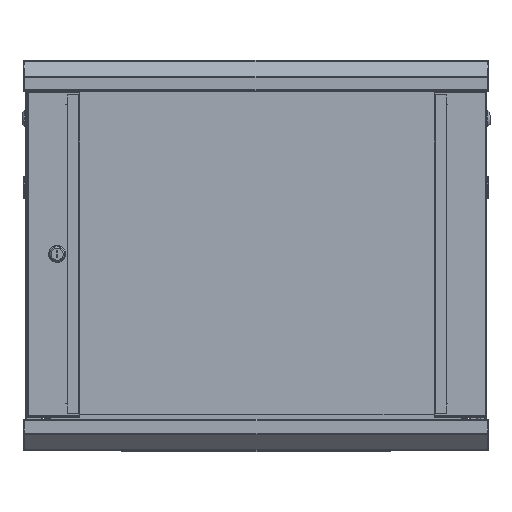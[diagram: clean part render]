
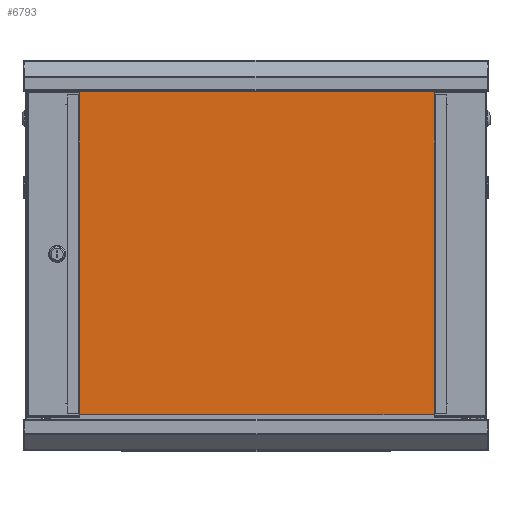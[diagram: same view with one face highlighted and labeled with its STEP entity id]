
A CAD part, top view. The second image highlights one B-rep face of the part: STEP entity #6793.
In plain terms, the highlighted planar face has unit normal (0, 0, 1).
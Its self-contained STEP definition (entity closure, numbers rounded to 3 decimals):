
#1383 = CARTESIAN_POINT ( 'NONE',  ( -245.5, -208.25, 5. ) ) ;
#1393 = DIRECTION ( 'NONE',  ( -1., 0., 0. ) ) ;
#2426 = LINE ( 'NONE', #22502, #63608 ) ;
#6683 = VERTEX_POINT ( 'NONE', #18503 ) ;
#6793 = ADVANCED_FACE ( 'NONE', ( #9720 ), #76032, .F. ) ;
#9720 = FACE_OUTER_BOUND ( 'NONE', #18958, .T. ) ;
#9727 = LINE ( 'NONE', #24563, #29838 ) ;
#13296 = AXIS2_PLACEMENT_3D ( 'NONE', #48183, #42887, #16264 ) ;
#15029 = ORIENTED_EDGE ( 'NONE', *, *, #83982, .F. ) ;
#16264 = DIRECTION ( 'NONE',  ( -1., 0., 0. ) ) ;
#18503 = CARTESIAN_POINT ( 'NONE',  ( 245.5, -208.25, 5. ) ) ;
#18958 = EDGE_LOOP ( 'NONE', ( #15029, #59420, #55662, #81611 ) ) ;
#22502 = CARTESIAN_POINT ( 'NONE',  ( 245.5, 208.25, 5. ) ) ;
#24563 = CARTESIAN_POINT ( 'NONE',  ( -245.5, 208.25, 5. ) ) ;
#24964 = DIRECTION ( 'NONE',  ( 1., 0., 0. ) ) ;
#29838 = VECTOR ( 'NONE', #43339, 1000. ) ;
#31098 = CARTESIAN_POINT ( 'NONE',  ( -245.5, 208.25, 5. ) ) ;
#31624 = CARTESIAN_POINT ( 'NONE',  ( 245.5, 208.25, 5. ) ) ;
#42887 = DIRECTION ( 'NONE',  ( 0., 0., -1. ) ) ;
#43339 = DIRECTION ( 'NONE',  ( 0., 1., 0. ) ) ;
#43764 = VERTEX_POINT ( 'NONE', #31098 ) ;
#48183 = CARTESIAN_POINT ( 'NONE',  ( 245.5, 208.25, 5. ) ) ;
#48545 = CARTESIAN_POINT ( 'NONE',  ( 245.5, -208.25, 5. ) ) ;
#49692 = VERTEX_POINT ( 'NONE', #1383 ) ;
#53829 = LINE ( 'NONE', #48545, #82919 ) ;
#55662 = ORIENTED_EDGE ( 'NONE', *, *, #73976, .F. ) ;
#57693 = LINE ( 'NONE', #83915, #64742 ) ;
#59420 = ORIENTED_EDGE ( 'NONE', *, *, #60494, .F. ) ;
#59654 = VERTEX_POINT ( 'NONE', #31624 ) ;
#60494 = EDGE_CURVE ( 'NONE', #49692, #43764, #9727, .T. ) ;
#62430 = EDGE_CURVE ( 'NONE', #59654, #6683, #2426, .T. ) ;
#63608 = VECTOR ( 'NONE', #69128, 1000. ) ;
#64742 = VECTOR ( 'NONE', #24964, 1000. ) ;
#69128 = DIRECTION ( 'NONE',  ( 0., -1., 0. ) ) ;
#73976 = EDGE_CURVE ( 'NONE', #6683, #49692, #53829, .T. ) ;
#76032 = PLANE ( 'NONE',  #13296 ) ;
#81611 = ORIENTED_EDGE ( 'NONE', *, *, #62430, .F. ) ;
#82919 = VECTOR ( 'NONE', #1393, 1000. ) ;
#83915 = CARTESIAN_POINT ( 'NONE',  ( 245.5, 208.25, 5. ) ) ;
#83982 = EDGE_CURVE ( 'NONE', #43764, #59654, #57693, .T. ) ;
